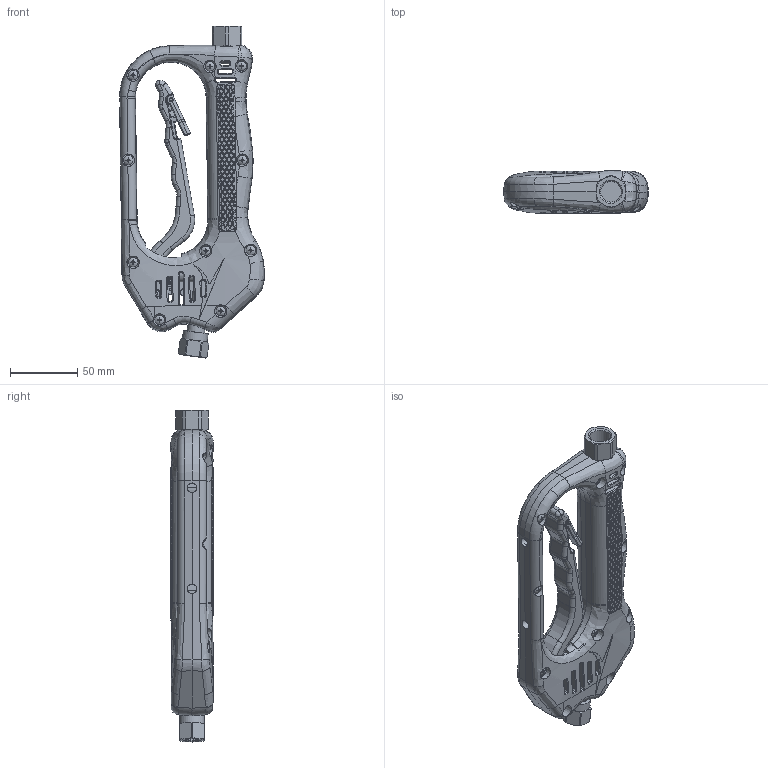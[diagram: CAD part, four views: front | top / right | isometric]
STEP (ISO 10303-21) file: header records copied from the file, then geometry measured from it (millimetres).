
FILE_DESCRIPTION(/* description */ ('Unknown'),/* implementation_level */ '2;1');
FILE_NAME(/* name */ '200601600',/* time_stamp */ '2023-07-12T07:30:53+02:00',/* author */ ('Unknown'),/* organization */ ('Unknown'),/* preprocessor_version */ 'ST-DEVELOPER v18.104',/* originating_system */ 'Solid Edge',/* authorisation */ 'Unknown');
FILE_SCHEMA (('AUTOMOTIVE_DESIGN {1 0 10303 214 3 1 1}'));
Products named in the file (1): Part1
Bounding box: 107.42 x 31.5 x 246.22 mm (x, y, z)
Volume: 196166.8 mm3; surface area: 109506.1 mm2
Topology: 2 solids, 2 shells, 3895 faces, 10334 edges, 6673 vertices
Faces by surface type: plane 2220, bspline 717, cylinder 682, cone 174, torus 72, sphere 30
Full cylindrical faces by diameter (mm): 2.9 x1, 3 x3, 3.02 x1, 3.2 x1, 5 x3, 5.02 x1, 6.9 x10, 7 x2, 7.999 x1, 8 x1, 10 x1, 11.82 x3, 13 x1, 15.33 x2, 16.7 x1, 18 x2, 18.5 x1, 20.5 x1, 21 x1, 21.4 x1
Entity records: 185534 total; most frequent: CARTESIAN_POINT 60470, ORIENTED_EDGE 20242, DIRECTION 17140, EDGE_CURVE 10121, AXIS2_PLACEMENT_3D 6674, VERTEX_POINT 6604, EDGE_LOOP 4353, FACE_BOUND 4353
